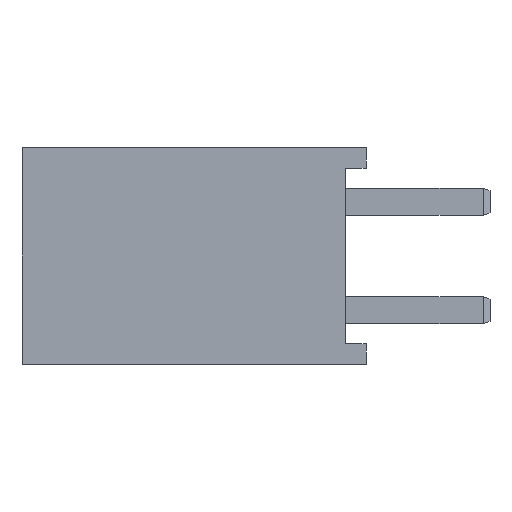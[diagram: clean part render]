
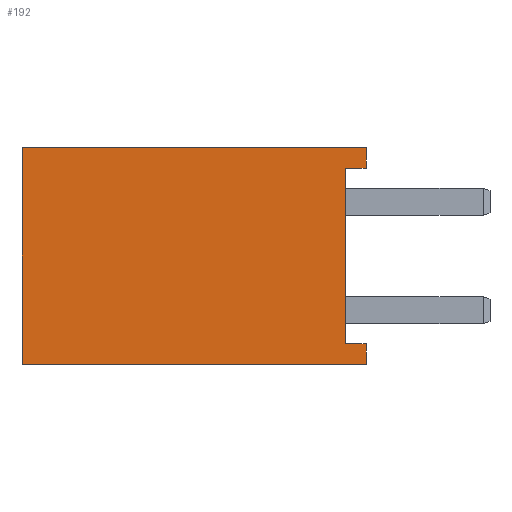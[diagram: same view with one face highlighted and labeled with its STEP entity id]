
A CAD part, left-side view. The second image highlights one B-rep face of the part: STEP entity #192.
In plain terms, the highlighted planar face has unit normal (-1, 0, 0).
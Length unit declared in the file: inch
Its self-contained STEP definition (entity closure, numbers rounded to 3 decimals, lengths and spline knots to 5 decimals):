
#192 = ADVANCED_FACE( '', ( #653 ), #654, .F. );
#653 = FACE_OUTER_BOUND( '', #1540, .T. );
#654 = PLANE( '', #1541 );
#1540 = EDGE_LOOP( '', ( #2699, #2700, #2701, #2702, #2703, #2704, #2705, #2706 ) );
#1541 = AXIS2_PLACEMENT_3D( '', #2707, #2708, #2709 );
#2699 = ORIENTED_EDGE( '', *, *, #5985, .T. );
#2700 = ORIENTED_EDGE( '', *, *, #5986, .T. );
#2701 = ORIENTED_EDGE( '', *, *, #5968, .F. );
#2702 = ORIENTED_EDGE( '', *, *, #5954, .F. );
#2703 = ORIENTED_EDGE( '', *, *, #5828, .T. );
#2704 = ORIENTED_EDGE( '', *, *, #5800, .T. );
#2705 = ORIENTED_EDGE( '', *, *, #5987, .T. );
#2706 = ORIENTED_EDGE( '', *, *, #5891, .T. );
#2707 = CARTESIAN_POINT( '', ( 0., 0.25, -0.07875 ) );
#2708 = DIRECTION( '', ( 1., 0., 0. ) );
#2709 = DIRECTION( '', ( 0., 0., -1. ) );
#5800 = EDGE_CURVE( '', #6895, #6893, #6896, .T. );
#5828 = EDGE_CURVE( '', #6949, #6895, #6950, .T. );
#5891 = EDGE_CURVE( '', #7059, #7057, #7060, .T. );
#5954 = EDGE_CURVE( '', #6949, #7184, #7185, .T. );
#5968 = EDGE_CURVE( '', #7184, #7204, #7205, .T. );
#5985 = EDGE_CURVE( '', #7057, #7231, #7232, .T. );
#5986 = EDGE_CURVE( '', #7231, #7204, #7233, .T. );
#5987 = EDGE_CURVE( '', #6893, #7059, #7234, .T. );
#6893 = VERTEX_POINT( '', #8684 );
#6895 = VERTEX_POINT( '', #8687 );
#6896 = LINE( '', #8688, #8689 );
#6949 = VERTEX_POINT( '', #8769 );
#6950 = LINE( '', #8770, #8771 );
#7057 = VERTEX_POINT( '', #8939 );
#7059 = VERTEX_POINT( '', #8942 );
#7060 = LINE( '', #8943, #8944 );
#7184 = VERTEX_POINT( '', #9130 );
#7185 = LINE( '', #9131, #9132 );
#7204 = VERTEX_POINT( '', #9164 );
#7205 = LINE( '', #9165, #9166 );
#7231 = VERTEX_POINT( '', #9208 );
#7232 = LINE( '', #9209, #9210 );
#7233 = LINE( '', #9211, #9212 );
#7234 = LINE( '', #9213, #9214 );
#8684 = CARTESIAN_POINT( '', ( 0., 0., -0.06375 ) );
#8687 = CARTESIAN_POINT( '', ( 0., 0., -0.07875 ) );
#8688 = CARTESIAN_POINT( '', ( 0., 0., -0.07875 ) );
#8689 = VECTOR( '', #11452, 39.37008 );
#8769 = CARTESIAN_POINT( '', ( 0., 0.25, -0.07875 ) );
#8770 = CARTESIAN_POINT( '', ( 0., 0.25, -0.07875 ) );
#8771 = VECTOR( '', #11480, 39.37008 );
#8939 = CARTESIAN_POINT( '', ( 0., 0.015, 0.06375 ) );
#8942 = CARTESIAN_POINT( '', ( 0., 0.015, -0.06375 ) );
#8943 = CARTESIAN_POINT( '', ( 0., 0.015, -0.06375 ) );
#8944 = VECTOR( '', #11543, 39.37008 );
#9130 = CARTESIAN_POINT( '', ( 0., 0.25, 0.07875 ) );
#9131 = CARTESIAN_POINT( '', ( 0., 0.25, -0.07875 ) );
#9132 = VECTOR( '', #11606, 39.37008 );
#9164 = CARTESIAN_POINT( '', ( 0., 0., 0.07875 ) );
#9165 = CARTESIAN_POINT( '', ( 0., 0.25, 0.07875 ) );
#9166 = VECTOR( '', #11620, 39.37008 );
#9208 = CARTESIAN_POINT( '', ( 0., 0., 0.06375 ) );
#9209 = CARTESIAN_POINT( '', ( 0., 0.015, 0.06375 ) );
#9210 = VECTOR( '', #11637, 39.37008 );
#9211 = CARTESIAN_POINT( '', ( 0., 0., -0.07875 ) );
#9212 = VECTOR( '', #11638, 39.37008 );
#9213 = CARTESIAN_POINT( '', ( 0., 0., -0.06375 ) );
#9214 = VECTOR( '', #11639, 39.37008 );
#11452 = DIRECTION( '', ( 0., 0., 1. ) );
#11480 = DIRECTION( '', ( 0., -1., 0. ) );
#11543 = DIRECTION( '', ( 0., 0., 1. ) );
#11606 = DIRECTION( '', ( 0., 0., 1. ) );
#11620 = DIRECTION( '', ( 0., -1., 0. ) );
#11637 = DIRECTION( '', ( 0., -1., 0. ) );
#11638 = DIRECTION( '', ( 0., 0., 1. ) );
#11639 = DIRECTION( '', ( 0., 1., 0. ) );
